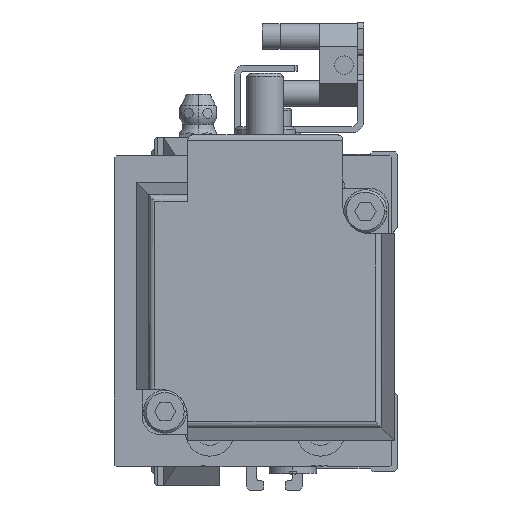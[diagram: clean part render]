
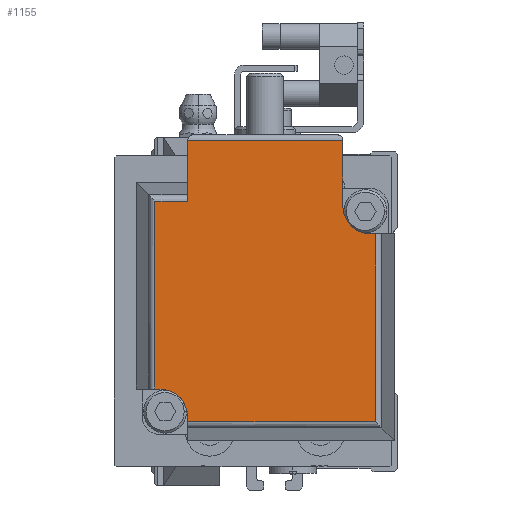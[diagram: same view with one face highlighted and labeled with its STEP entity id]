
A CAD part, left-side view. The second image highlights one B-rep face of the part: STEP entity #1155.
In plain terms, the highlighted face is planar.
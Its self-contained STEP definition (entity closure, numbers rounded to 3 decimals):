
#90 = CARTESIAN_POINT ( 'NONE',  ( 12.6, 82.4, 17.1 ) ) ;
#378 = VECTOR ( 'NONE', #6424, 1000. ) ;
#961 = AXIS2_PLACEMENT_3D ( 'NONE', #13511, #40397, #9940 ) ;
#1155 = ADVANCED_FACE ( 'NONE', ( #41056 ), #24181, .F. ) ;
#1481 = EDGE_CURVE ( 'NONE', #24643, #42602, #30390, .T. ) ;
#2586 = LINE ( 'NONE', #33091, #4047 ) ;
#2837 = CARTESIAN_POINT ( 'NONE',  ( -17.929, 82.4, -12.6 ) ) ;
#2933 = DIRECTION ( 'NONE',  ( 0., 0., -1. ) ) ;
#3067 = DIRECTION ( 'NONE',  ( 1., 0., 0. ) ) ;
#3122 = DIRECTION ( 'NONE',  ( -1., 0., 0. ) ) ;
#3165 = AXIS2_PLACEMENT_3D ( 'NONE', #8145, #17742, #4616 ) ;
#3530 = VECTOR ( 'NONE', #2933, 1000. ) ;
#3729 = VECTOR ( 'NONE', #19986, 1000. ) ;
#4047 = VECTOR ( 'NONE', #9244, 1000. ) ;
#4616 = DIRECTION ( 'NONE',  ( 0., 0., -1. ) ) ;
#6424 = DIRECTION ( 'NONE',  ( -1., 0., 0. ) ) ;
#6652 = LINE ( 'NONE', #9762, #33896 ) ;
#7092 = DIRECTION ( 'NONE',  ( -1., 0., 0. ) ) ;
#7327 = VECTOR ( 'NONE', #20561, 1000. ) ;
#7642 = VERTEX_POINT ( 'NONE', #8490 ) ;
#8145 = CARTESIAN_POINT ( 'NONE',  ( 17.1, 82.4, 17.1 ) ) ;
#8490 = CARTESIAN_POINT ( 'NONE',  ( -17.929, 82.4, 17.929 ) ) ;
#8695 = CARTESIAN_POINT ( 'NONE',  ( 17.929, 82.4, -17.929 ) ) ;
#9053 = CARTESIAN_POINT ( 'NONE',  ( 17.1, 82.4, 12.6 ) ) ;
#9244 = DIRECTION ( 'NONE',  ( 0., 0., 1. ) ) ;
#9729 = VERTEX_POINT ( 'NONE', #9053 ) ;
#9762 = CARTESIAN_POINT ( 'NONE',  ( 27.7, 82.4, -12.6 ) ) ;
#9940 = DIRECTION ( 'NONE',  ( 0., 0., -1. ) ) ;
#10295 = VECTOR ( 'NONE', #3067, 1000. ) ;
#10644 = EDGE_CURVE ( 'NONE', #15072, #23742, #6652, .T. ) ;
#10711 = AXIS2_PLACEMENT_3D ( 'NONE', #40071, #29458, #16728 ) ;
#11925 = ORIENTED_EDGE ( 'NONE', *, *, #10644, .T. ) ;
#12411 = ORIENTED_EDGE ( 'NONE', *, *, #43738, .T. ) ;
#13208 = VERTEX_POINT ( 'NONE', #90 ) ;
#13303 = CARTESIAN_POINT ( 'NONE',  ( 12.6, 82.4, 25. ) ) ;
#13511 = CARTESIAN_POINT ( 'NONE',  ( 17.929, 82.4, 25. ) ) ;
#13565 = EDGE_CURVE ( 'NONE', #16729, #19288, #26280, .T. ) ;
#15072 = VERTEX_POINT ( 'NONE', #26118 ) ;
#15714 = ORIENTED_EDGE ( 'NONE', *, *, #27440, .F. ) ;
#15777 = EDGE_CURVE ( 'NONE', #9729, #13208, #31616, .T. ) ;
#15866 = ORIENTED_EDGE ( 'NONE', *, *, #34418, .F. ) ;
#16417 = LINE ( 'NONE', #16845, #10295 ) ;
#16728 = DIRECTION ( 'NONE',  ( 0., 0., -1. ) ) ;
#16729 = VERTEX_POINT ( 'NONE', #8695 ) ;
#16845 = CARTESIAN_POINT ( 'NONE',  ( 17.929, 82.4, 12.6 ) ) ;
#17634 = CARTESIAN_POINT ( 'NONE',  ( 27.7, 82.4, 12.6 ) ) ;
#17742 = DIRECTION ( 'NONE',  ( 0., 1., 0. ) ) ;
#19288 = VERTEX_POINT ( 'NONE', #31397 ) ;
#19906 = EDGE_CURVE ( 'NONE', #19288, #26029, #2586, .T. ) ;
#19986 = DIRECTION ( 'NONE',  ( 0., 0., -1. ) ) ;
#20502 = EDGE_CURVE ( 'NONE', #23742, #16729, #38086, .T. ) ;
#20561 = DIRECTION ( 'NONE',  ( -1., 0., 0. ) ) ;
#20913 = VECTOR ( 'NONE', #27239, 1000. ) ;
#21101 = CARTESIAN_POINT ( 'NONE',  ( -12.6, 82.4, -17.1 ) ) ;
#21321 = ORIENTED_EDGE ( 'NONE', *, *, #15777, .F. ) ;
#21412 = LINE ( 'NONE', #17634, #20913 ) ;
#21861 = VECTOR ( 'NONE', #28119, 1000. ) ;
#23641 = CARTESIAN_POINT ( 'NONE',  ( 27.7, 82.4, 12.6 ) ) ;
#23646 = ORIENTED_EDGE ( 'NONE', *, *, #26333, .T. ) ;
#23742 = VERTEX_POINT ( 'NONE', #29058 ) ;
#24181 = PLANE ( 'NONE',  #961 ) ;
#24643 = VERTEX_POINT ( 'NONE', #42912 ) ;
#25656 = CARTESIAN_POINT ( 'NONE',  ( 12.6, 82.4, 17.929 ) ) ;
#26029 = VERTEX_POINT ( 'NONE', #21101 ) ;
#26118 = CARTESIAN_POINT ( 'NONE',  ( 27.7, 82.4, -12.6 ) ) ;
#26280 = LINE ( 'NONE', #39590, #26957 ) ;
#26333 = EDGE_CURVE ( 'NONE', #29572, #13208, #27336, .T. ) ;
#26957 = VECTOR ( 'NONE', #3122, 1000. ) ;
#27239 = DIRECTION ( 'NONE',  ( 0., 0., -1. ) ) ;
#27336 = LINE ( 'NONE', #13303, #3729 ) ;
#27373 = ORIENTED_EDGE ( 'NONE', *, *, #20502, .T. ) ;
#27440 = EDGE_CURVE ( 'NONE', #29572, #7642, #40859, .T. ) ;
#27673 = CARTESIAN_POINT ( 'NONE',  ( 17.929, 82.4, 25. ) ) ;
#28119 = DIRECTION ( 'NONE',  ( 0., 0., -1. ) ) ;
#28294 = EDGE_CURVE ( 'NONE', #43324, #15072, #21412, .T. ) ;
#29058 = CARTESIAN_POINT ( 'NONE',  ( 17.929, 82.4, -12.6 ) ) ;
#29458 = DIRECTION ( 'NONE',  ( 0., 1., 0. ) ) ;
#29572 = VERTEX_POINT ( 'NONE', #25656 ) ;
#30390 = LINE ( 'NONE', #36805, #7327 ) ;
#31223 = ORIENTED_EDGE ( 'NONE', *, *, #1481, .T. ) ;
#31397 = CARTESIAN_POINT ( 'NONE',  ( -12.6, 82.4, -17.929 ) ) ;
#31616 = CIRCLE ( 'NONE', #3165, 4.5 ) ;
#33091 = CARTESIAN_POINT ( 'NONE',  ( -12.6, 82.4, 25. ) ) ;
#33106 = ORIENTED_EDGE ( 'NONE', *, *, #19906, .T. ) ;
#33216 = LINE ( 'NONE', #33441, #3530 ) ;
#33441 = CARTESIAN_POINT ( 'NONE',  ( -17.929, 82.4, 25. ) ) ;
#33896 = VECTOR ( 'NONE', #7092, 1000. ) ;
#34418 = EDGE_CURVE ( 'NONE', #7642, #42602, #33216, .T. ) ;
#35147 = ORIENTED_EDGE ( 'NONE', *, *, #13565, .T. ) ;
#35382 = EDGE_LOOP ( 'NONE', ( #21321, #12411, #39582, #11925, #27373, #35147, #33106, #37099, #31223, #15866, #15714, #23646 ) ) ;
#35529 = EDGE_CURVE ( 'NONE', #24643, #26029, #43381, .T. ) ;
#36805 = CARTESIAN_POINT ( 'NONE',  ( 17.929, 82.4, -12.6 ) ) ;
#37099 = ORIENTED_EDGE ( 'NONE', *, *, #35529, .F. ) ;
#38086 = LINE ( 'NONE', #27673, #21861 ) ;
#39582 = ORIENTED_EDGE ( 'NONE', *, *, #28294, .T. ) ;
#39590 = CARTESIAN_POINT ( 'NONE',  ( 25., 82.4, -17.929 ) ) ;
#40071 = CARTESIAN_POINT ( 'NONE',  ( -17.1, 82.4, -17.1 ) ) ;
#40205 = CARTESIAN_POINT ( 'NONE',  ( 25., 82.4, 17.929 ) ) ;
#40397 = DIRECTION ( 'NONE',  ( 0., -1., 0. ) ) ;
#40859 = LINE ( 'NONE', #40205, #378 ) ;
#41056 = FACE_OUTER_BOUND ( 'NONE', #35382, .T. ) ;
#42602 = VERTEX_POINT ( 'NONE', #2837 ) ;
#42912 = CARTESIAN_POINT ( 'NONE',  ( -17.1, 82.4, -12.6 ) ) ;
#43324 = VERTEX_POINT ( 'NONE', #23641 ) ;
#43381 = CIRCLE ( 'NONE', #10711, 4.5 ) ;
#43738 = EDGE_CURVE ( 'NONE', #9729, #43324, #16417, .T. ) ;
